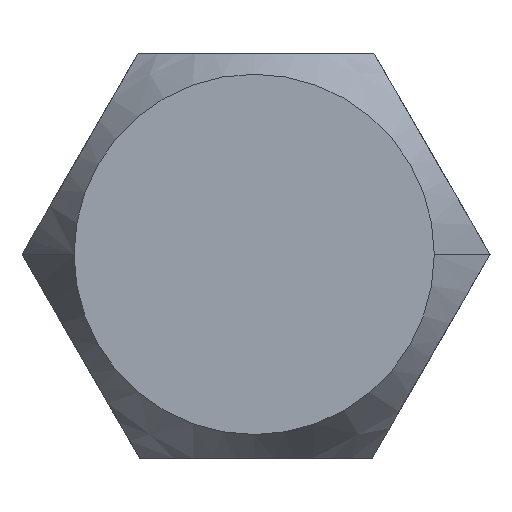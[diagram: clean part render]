
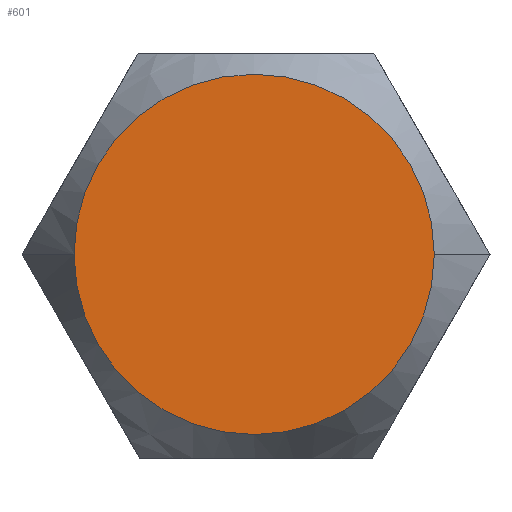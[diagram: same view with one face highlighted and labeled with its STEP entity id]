
A CAD part, front view. The second image highlights one B-rep face of the part: STEP entity #601.
In plain terms, the highlighted planar face has unit normal (0, -1, 0).
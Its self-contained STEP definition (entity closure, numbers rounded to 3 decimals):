
#76 = AXIS2_PLACEMENT_3D ( 'NONE', #3556, #1645, #2969 ) ;
#82 = DIRECTION ( 'NONE',  ( 0., -1., 0. ) ) ;
#316 = ORIENTED_EDGE ( 'NONE', *, *, #400, .F. ) ;
#400 = EDGE_CURVE ( 'NONE', #1480, #3996, #2914, .T. ) ;
#410 = DIRECTION ( 'NONE',  ( 1., 0., 0. ) ) ;
#485 = DIRECTION ( 'NONE',  ( -1., 0., 0. ) ) ;
#529 = FACE_OUTER_BOUND ( 'NONE', #4143, .T. ) ;
#601 = ADVANCED_FACE ( 'NONE', ( #529 ), #3690, .T. ) ;
#755 = CARTESIAN_POINT ( 'NONE',  ( -2.8, 0., 0. ) ) ;
#923 = AXIS2_PLACEMENT_3D ( 'NONE', #4079, #1135, #485 ) ;
#1135 = DIRECTION ( 'NONE',  ( 0., 1., 0. ) ) ;
#1480 = VERTEX_POINT ( 'NONE', #755 ) ;
#1645 = DIRECTION ( 'NONE',  ( 0., 1., 0. ) ) ;
#1656 = EDGE_CURVE ( 'NONE', #3996, #1480, #3623, .T. ) ;
#2060 = CARTESIAN_POINT ( 'NONE',  ( 0.029, 0., 6.3 ) ) ;
#2914 = CIRCLE ( 'NONE', #76, 2.8 ) ;
#2969 = DIRECTION ( 'NONE',  ( -1., 0., 0. ) ) ;
#3003 = AXIS2_PLACEMENT_3D ( 'NONE', #2060, #82, #410 ) ;
#3511 = CARTESIAN_POINT ( 'NONE',  ( 2.8, 0., 0. ) ) ;
#3556 = CARTESIAN_POINT ( 'NONE',  ( 0., 0., 0. ) ) ;
#3623 = CIRCLE ( 'NONE', #923, 2.8 ) ;
#3690 = PLANE ( 'NONE',  #3003 ) ;
#3696 = ORIENTED_EDGE ( 'NONE', *, *, #1656, .F. ) ;
#3996 = VERTEX_POINT ( 'NONE', #3511 ) ;
#4079 = CARTESIAN_POINT ( 'NONE',  ( 0., 0., 0. ) ) ;
#4143 = EDGE_LOOP ( 'NONE', ( #316, #3696 ) ) ;
